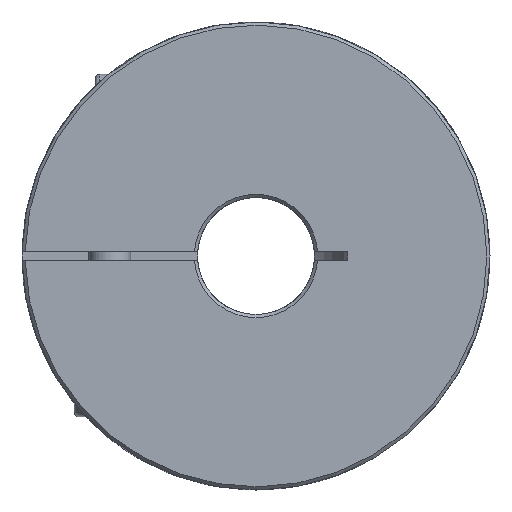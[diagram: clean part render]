
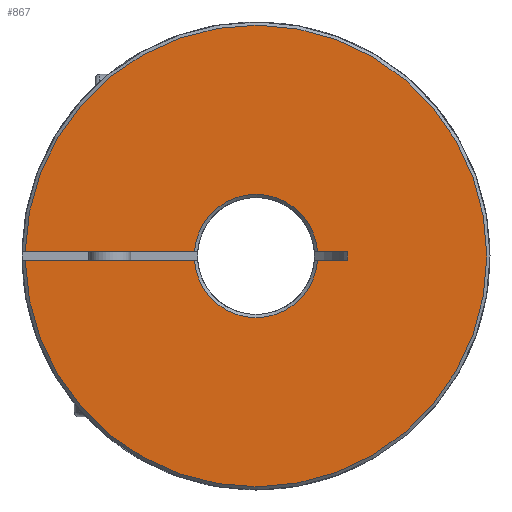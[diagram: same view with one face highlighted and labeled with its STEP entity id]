
A CAD part, left-side view. The second image highlights one B-rep face of the part: STEP entity #867.
In plain terms, the highlighted planar face has unit normal (-1, 0, 0).
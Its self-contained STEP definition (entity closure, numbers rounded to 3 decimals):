
#87 = EDGE_LOOP ( 'NONE', ( #1031, #1032, #1033, #1034, #1035, #1036, #1037, #1038 ) ) ;
#195 = EDGE_CURVE ( 'NONE', #913, #914, #1816, .T. ) ;
#205 = EDGE_CURVE ( 'NONE', #919, #924, #1827, .T. ) ;
#208 = EDGE_CURVE ( 'NONE', #922, #913, #1822, .T. ) ;
#210 = EDGE_CURVE ( 'NONE', #921, #914, #1826, .T. ) ;
#211 = EDGE_CURVE ( 'NONE', #921, #920, #1831, .T. ) ;
#212 = EDGE_CURVE ( 'NONE', #919, #920, #1820, .T. ) ;
#213 = EDGE_CURVE ( 'NONE', #923, #924, #1837, .T. ) ;
#214 = EDGE_CURVE ( 'NONE', #923, #922, #1840, .T. ) ;
#867 = ADVANCED_FACE ( 'NONE', ( #2923 ), #2844, .T. ) ;
#913 = VERTEX_POINT ( 'NONE', #3383 ) ;
#914 = VERTEX_POINT ( 'NONE', #3384 ) ;
#919 = VERTEX_POINT ( 'NONE', #3389 ) ;
#920 = VERTEX_POINT ( 'NONE', #3390 ) ;
#921 = VERTEX_POINT ( 'NONE', #3391 ) ;
#922 = VERTEX_POINT ( 'NONE', #3392 ) ;
#923 = VERTEX_POINT ( 'NONE', #3393 ) ;
#924 = VERTEX_POINT ( 'NONE', #3394 ) ;
#1031 = ORIENTED_EDGE ( 'NONE', *, *, #212, .T. ) ;
#1032 = ORIENTED_EDGE ( 'NONE', *, *, #211, .F. ) ;
#1033 = ORIENTED_EDGE ( 'NONE', *, *, #210, .T. ) ;
#1034 = ORIENTED_EDGE ( 'NONE', *, *, #195, .F. ) ;
#1035 = ORIENTED_EDGE ( 'NONE', *, *, #208, .F. ) ;
#1036 = ORIENTED_EDGE ( 'NONE', *, *, #214, .F. ) ;
#1037 = ORIENTED_EDGE ( 'NONE', *, *, #213, .T. ) ;
#1038 = ORIENTED_EDGE ( 'NONE', *, *, #205, .F. ) ;
#1482 = AXIS2_PLACEMENT_3D ( 'NONE', #2110, #2116, #2117 ) ;
#1488 = AXIS2_PLACEMENT_3D ( 'NONE', #2140, #2146, #2147 ) ;
#1492 = AXIS2_PLACEMENT_3D ( 'NONE', #2200, #2204, #1765 ) ;
#1765 = DIRECTION ( 'NONE',  ( 0., -1., 0. ) ) ;
#1816 = CIRCLE ( 'NONE', #1482, 7.381 ) ;
#1820 = LINE ( 'NONE', #2198, #1835 ) ;
#1822 = LINE ( 'NONE', #2192, #1828 ) ;
#1824 = VECTOR ( 'NONE', #2197, 1000. ) ;
#1826 = LINE ( 'NONE', #2196, #1824 ) ;
#1827 = CIRCLE ( 'NONE', #1488, 7.381 ) ;
#1828 = VECTOR ( 'NONE', #2193, 1000. ) ;
#1831 = LINE ( 'NONE', #2151, #1833 ) ;
#1833 = VECTOR ( 'NONE', #2199, 1000. ) ;
#1835 = VECTOR ( 'NONE', #2201, 1000. ) ;
#1837 = LINE ( 'NONE', #2202, #1838 ) ;
#1838 = VECTOR ( 'NONE', #2203, 1000. ) ;
#1840 = CIRCLE ( 'NONE', #1492, 27.619 ) ;
#2110 = CARTESIAN_POINT ( 'NONE',  ( -22.5, 0., 0. ) ) ;
#2116 = DIRECTION ( 'NONE',  ( -1., 0., 0. ) ) ;
#2117 = DIRECTION ( 'NONE',  ( 0., -1., 0. ) ) ;
#2140 = CARTESIAN_POINT ( 'NONE',  ( -22.5, 0., 0. ) ) ;
#2146 = DIRECTION ( 'NONE',  ( -1., 0., 0. ) ) ;
#2147 = DIRECTION ( 'NONE',  ( 0., -1., 0. ) ) ;
#2151 = CARTESIAN_POINT ( 'NONE',  ( -22.5, -10.973, -16.006 ) ) ;
#2192 = CARTESIAN_POINT ( 'NONE',  ( -22.5, 0., -0.5 ) ) ;
#2193 = DIRECTION ( 'NONE',  ( 0., -1., 0. ) ) ;
#2196 = CARTESIAN_POINT ( 'NONE',  ( -22.5, -10.973, -0.5 ) ) ;
#2197 = DIRECTION ( 'NONE',  ( 0., 1., 0. ) ) ;
#2198 = CARTESIAN_POINT ( 'NONE',  ( -22.5, -10.973, 0.5 ) ) ;
#2199 = DIRECTION ( 'NONE',  ( 0., 0., 1. ) ) ;
#2200 = CARTESIAN_POINT ( 'NONE',  ( -22.5, 0., 0. ) ) ;
#2201 = DIRECTION ( 'NONE',  ( 0., -1., 0. ) ) ;
#2202 = CARTESIAN_POINT ( 'NONE',  ( -22.5, 0., 0.5 ) ) ;
#2203 = DIRECTION ( 'NONE',  ( 0., -1., 0. ) ) ;
#2204 = DIRECTION ( 'NONE',  ( 1., 0., 0. ) ) ;
#2837 = CARTESIAN_POINT ( 'NONE',  ( -22.5, 0., 0. ) ) ;
#2844 = PLANE ( 'NONE',  #3176 ) ;
#2847 = DIRECTION ( 'NONE',  ( -1., 0., 0. ) ) ;
#2848 = DIRECTION ( 'NONE',  ( 0., -1., 0. ) ) ;
#2923 = FACE_OUTER_BOUND ( 'NONE', #87, .T. ) ;
#3176 = AXIS2_PLACEMENT_3D ( 'NONE', #2837, #2847, #2848 ) ;
#3383 = CARTESIAN_POINT ( 'NONE',  ( -22.5, 7.364, -0.5 ) ) ;
#3384 = CARTESIAN_POINT ( 'NONE',  ( -22.5, -7.364, -0.5 ) ) ;
#3389 = CARTESIAN_POINT ( 'NONE',  ( -22.5, -7.364, 0.5 ) ) ;
#3390 = CARTESIAN_POINT ( 'NONE',  ( -22.5, -10.973, 0.5 ) ) ;
#3391 = CARTESIAN_POINT ( 'NONE',  ( -22.5, -10.973, -0.5 ) ) ;
#3392 = CARTESIAN_POINT ( 'NONE',  ( -22.5, 27.614, -0.5 ) ) ;
#3393 = CARTESIAN_POINT ( 'NONE',  ( -22.5, 27.614, 0.5 ) ) ;
#3394 = CARTESIAN_POINT ( 'NONE',  ( -22.5, 7.364, 0.5 ) ) ;
